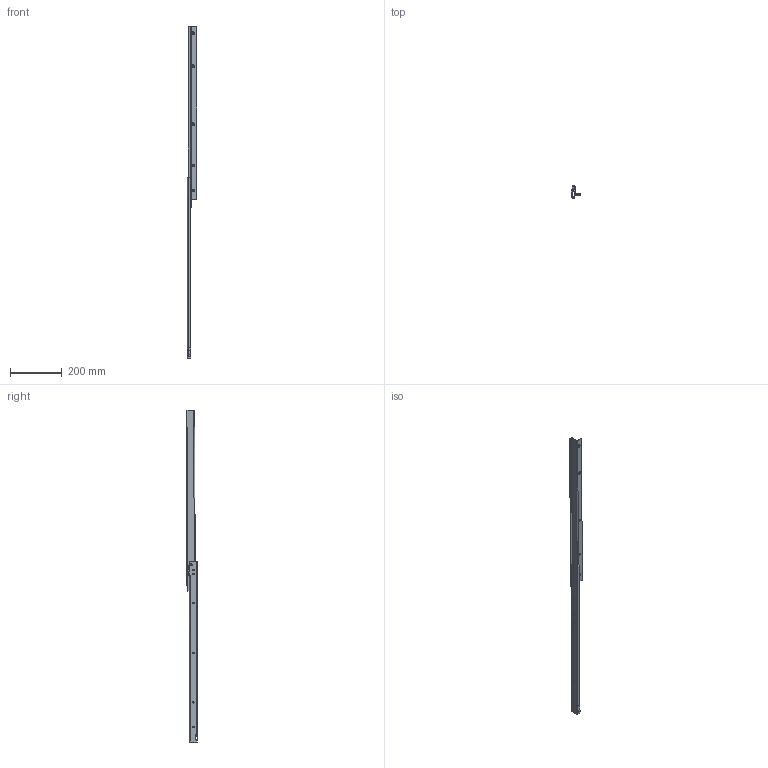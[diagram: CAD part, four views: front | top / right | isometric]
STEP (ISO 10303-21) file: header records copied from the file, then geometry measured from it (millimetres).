
FILE_DESCRIPTION (( 'STEP AP214' ), '1' );
FILE_NAME ('FR_505_SCC.0700mm_28inch_open_left.STEP', '2022-11-17T08:12:51', ( '' ), ( '' ), 'SwSTEP 2.0', 'SolidWorks 2020', '' );
FILE_SCHEMA (( 'AUTOMOTIVE_DESIGN' ));
Length unit declared in the file: millimetre
Products named in the file (5): CS# 505.XXX-03.0000_700mm; CS# 505.XXX-01.0000_700mm; FR_505_SCC.0700mm_28inch_open_left
Assembly tree (4 placements, depth 3):
  FR_505_SCC.0700mm_28inch_open_left
    CS# 505.XXX-01.0000_700mm
      CS# 505.XXX-01.0000_700mm
    CS# 505.XXX-03.0000_700mm
      CS# 505.XXX-03.0000_700mm
Bounding box: 36.5 x 46.4 x 1284 mm (x, y, z)
Volume: 219693.1 mm3; surface area: 157478.2 mm2
Topology: 2 solids, 2 shells, 714 faces, 1960 edges, 1280 vertices
Faces by surface type: plane 416, bspline 147, cylinder 77, cone 74
Entity records: 41626 total; most frequent: CARTESIAN_POINT 18915, ORIENTED_EDGE 3920, DIRECTION 2897, EDGE_CURVE 1960, VERTEX_POINT 1280, VECTOR 1175, LINE 1175, AXIS2_PLACEMENT_3D 861
